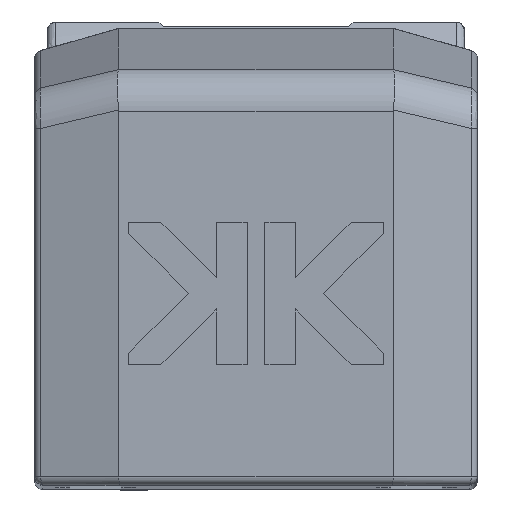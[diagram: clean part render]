
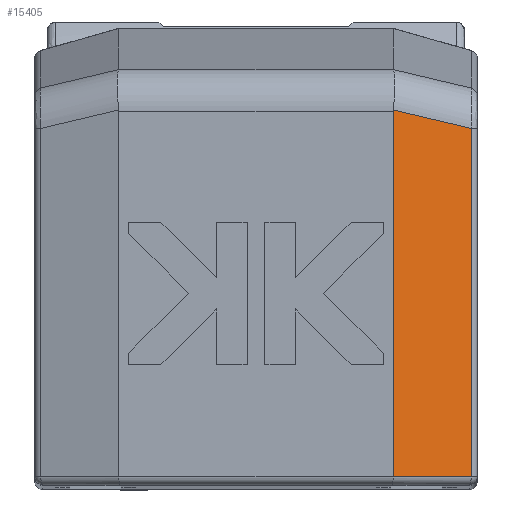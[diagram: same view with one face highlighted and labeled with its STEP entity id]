
A CAD part, top view. The second image highlights one B-rep face of the part: STEP entity #15405.
In plain terms, the highlighted face is planar.
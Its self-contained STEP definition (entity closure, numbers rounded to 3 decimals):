
#182=ELLIPSE('',#16761,38.637,10.);
#2199=FACE_OUTER_BOUND('',#3089,.T.);
#3089=EDGE_LOOP('',(#12100,#12101,#12102,#12103,#12104));
#4370=LINE('',#24369,#5714);
#4380=LINE('',#24576,#5724);
#4386=LINE('',#24592,#5730);
#4396=LINE('',#24631,#5740);
#5714=VECTOR('',#19532,10.);
#5724=VECTOR('',#19598,10.);
#5730=VECTOR('',#19616,10.);
#5740=VECTOR('',#19660,10.);
#7029=VERTEX_POINT('',#24362);
#7030=VERTEX_POINT('',#24367);
#7049=VERTEX_POINT('',#24575);
#7053=VERTEX_POINT('',#24590);
#7062=VERTEX_POINT('',#24617);
#8836=EDGE_CURVE('',#7030,#7029,#4370,.T.);
#8867=EDGE_CURVE('',#7029,#7049,#4380,.T.);
#8876=EDGE_CURVE('',#7053,#7030,#4386,.T.);
#8889=EDGE_CURVE('',#7062,#7053,#182,.T.);
#8896=EDGE_CURVE('',#7062,#7049,#4396,.T.);
#12100=ORIENTED_EDGE('',*,*,#8836,.F.);
#12101=ORIENTED_EDGE('',*,*,#8876,.F.);
#12102=ORIENTED_EDGE('',*,*,#8889,.F.);
#12103=ORIENTED_EDGE('',*,*,#8896,.T.);
#12104=ORIENTED_EDGE('',*,*,#8867,.F.);
#14742=PLANE('',#16766);
#15405=ADVANCED_FACE('',(#2199),#14742,.T.);
#16761=AXIS2_PLACEMENT_3D('',#24619,#19645,#19646);
#16766=AXIS2_PLACEMENT_3D('',#24630,#19658,#19659);
#19532=DIRECTION('',(0.,-1.,0.));
#19598=DIRECTION('',(0.966,0.,-0.259));
#19616=DIRECTION('',(-0.942,-0.223,0.252));
#19645=DIRECTION('center_axis',(0.259,0.,
0.966));
#19646=DIRECTION('ref_axis',(0.966,0.,-0.259));
#19658=DIRECTION('center_axis',(-0.259,0.,
-0.966));
#19659=DIRECTION('ref_axis',(-0.966,0.,0.259));
#19660=DIRECTION('',(0.,-1.,0.));
#24362=CARTESIAN_POINT('',(-51.018,-43.,-635.038));
#24367=CARTESIAN_POINT('',(-51.018,39.516,-635.038));
#24369=CARTESIAN_POINT('',(-51.018,20.238,-635.038));
#24575=CARTESIAN_POINT('',(-32.5,-43.,-640.));
#24576=CARTESIAN_POINT('',(-22.339,-43.,-642.723));
#24590=CARTESIAN_POINT('',(-32.517,43.902,-639.996));
#24592=CARTESIAN_POINT('',(-50.165,39.718,-635.267));
#24617=CARTESIAN_POINT('',(-32.5,43.604,-640.));
#24619=CARTESIAN_POINT('Origin',(-69.821,43.604,-630.));
#24630=CARTESIAN_POINT('Origin',(-42.5,30.976,-637.321));
#24631=CARTESIAN_POINT('',(-32.5,30.976,-640.));
